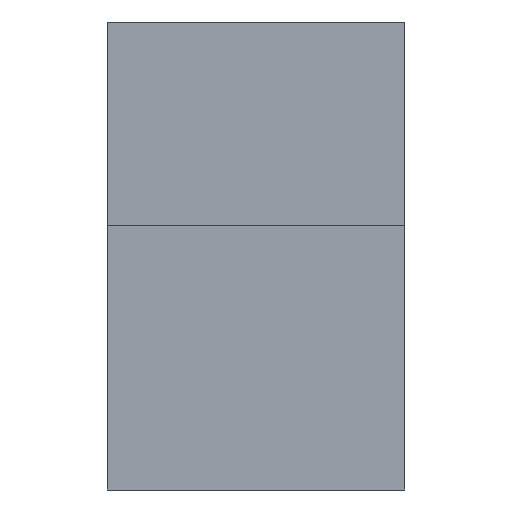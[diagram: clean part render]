
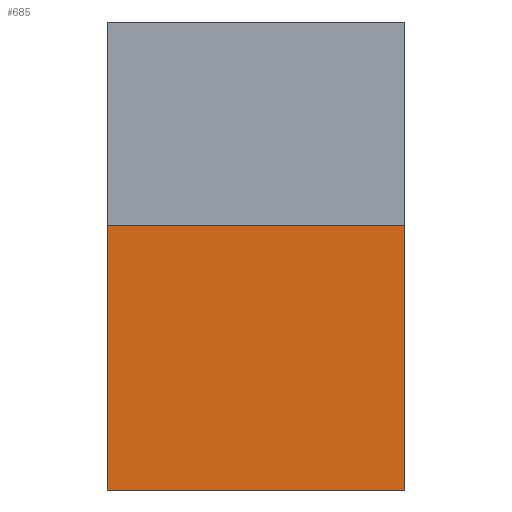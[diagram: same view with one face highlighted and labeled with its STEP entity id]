
A CAD part, front view. The second image highlights one B-rep face of the part: STEP entity #685.
In plain terms, the highlighted planar face has unit normal (0, -1, 0).
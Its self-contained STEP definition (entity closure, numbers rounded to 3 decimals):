
#87 = DIRECTION ( 'NONE',  ( 0., 0., 1. ) ) ;
#271 = LINE ( 'NONE', #7791, #3942 ) ;
#489 = EDGE_CURVE ( 'NONE', #2310, #3785, #5522, .T. ) ;
#685 = ADVANCED_FACE ( 'NONE', ( #1048 ), #4384, .F. ) ;
#876 = CARTESIAN_POINT ( 'NONE',  ( -13.5, -37.5, 42.5 ) ) ;
#1048 = FACE_OUTER_BOUND ( 'NONE', #4369, .T. ) ;
#1270 = ORIENTED_EDGE ( 'NONE', *, *, #7118, .T. ) ;
#2029 = DIRECTION ( 'NONE',  ( -1., 0., 0. ) ) ;
#2309 = ORIENTED_EDGE ( 'NONE', *, *, #9016, .T. ) ;
#2310 = VERTEX_POINT ( 'NONE', #2567 ) ;
#2430 = DIRECTION ( 'NONE',  ( 1., 0., 0. ) ) ;
#2567 = CARTESIAN_POINT ( 'NONE',  ( -13.5, -37.5, 24. ) ) ;
#2830 = ORIENTED_EDGE ( 'NONE', *, *, #4478, .F. ) ;
#2994 = CARTESIAN_POINT ( 'NONE',  ( -13.5, -37.5, 0. ) ) ;
#3191 = LINE ( 'NONE', #6654, #6253 ) ;
#3785 = VERTEX_POINT ( 'NONE', #2994 ) ;
#3942 = VECTOR ( 'NONE', #2029, 1000. ) ;
#4340 = DIRECTION ( 'NONE',  ( 0., 1., 0. ) ) ;
#4369 = EDGE_LOOP ( 'NONE', ( #2830, #1270, #8821, #2309 ) ) ;
#4384 = PLANE ( 'NONE',  #5709 ) ;
#4478 = EDGE_CURVE ( 'NONE', #7363, #6201, #5209, .T. ) ;
#4750 = VECTOR ( 'NONE', #8444, 1000. ) ;
#5209 = LINE ( 'NONE', #6068, #4750 ) ;
#5522 = LINE ( 'NONE', #6873, #8442 ) ;
#5709 = AXIS2_PLACEMENT_3D ( 'NONE', #876, #4340, #87 ) ;
#6068 = CARTESIAN_POINT ( 'NONE',  ( 13.5, -37.5, 42.5 ) ) ;
#6201 = VERTEX_POINT ( 'NONE', #8285 ) ;
#6214 = DIRECTION ( 'NONE',  ( 0., 0., -1. ) ) ;
#6253 = VECTOR ( 'NONE', #2430, 1000. ) ;
#6654 = CARTESIAN_POINT ( 'NONE',  ( -13.5, -37.5, 0. ) ) ;
#6873 = CARTESIAN_POINT ( 'NONE',  ( -13.5, -37.5, 42.5 ) ) ;
#7118 = EDGE_CURVE ( 'NONE', #7363, #2310, #271, .T. ) ;
#7363 = VERTEX_POINT ( 'NONE', #8716 ) ;
#7791 = CARTESIAN_POINT ( 'NONE',  ( 13.5, -37.5, 24. ) ) ;
#8285 = CARTESIAN_POINT ( 'NONE',  ( 13.5, -37.5, 0. ) ) ;
#8442 = VECTOR ( 'NONE', #6214, 1000. ) ;
#8444 = DIRECTION ( 'NONE',  ( 0., 0., -1. ) ) ;
#8716 = CARTESIAN_POINT ( 'NONE',  ( 13.5, -37.5, 24. ) ) ;
#8821 = ORIENTED_EDGE ( 'NONE', *, *, #489, .T. ) ;
#9016 = EDGE_CURVE ( 'NONE', #3785, #6201, #3191, .T. ) ;
